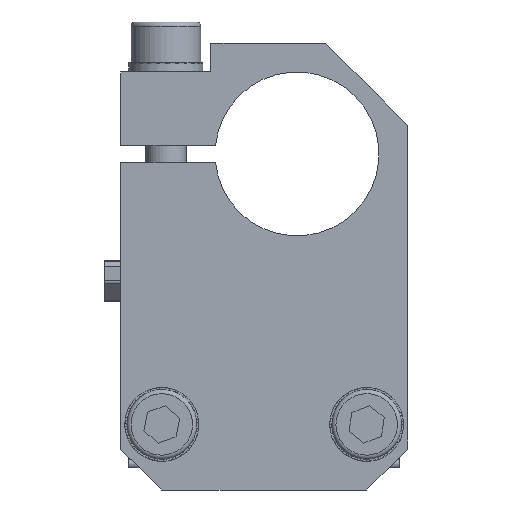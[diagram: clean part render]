
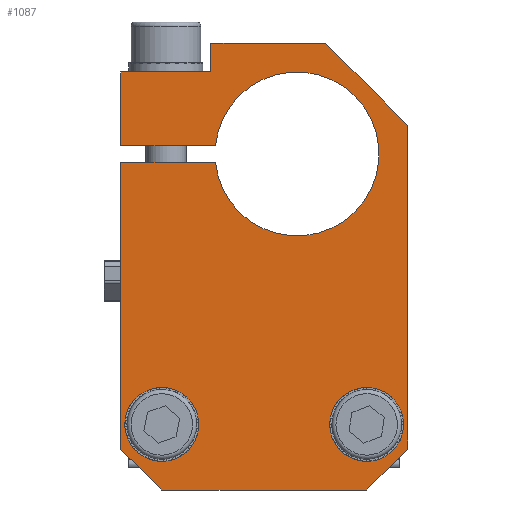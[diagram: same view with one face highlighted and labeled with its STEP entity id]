
A CAD part, front view. The second image highlights one B-rep face of the part: STEP entity #1087.
In plain terms, the highlighted planar face has unit normal (0, -1, 0).
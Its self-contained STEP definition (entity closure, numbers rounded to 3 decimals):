
#1087=ADVANCED_FACE('',(#2077,#2078,#2079),#2080,.F.);
#2077=FACE_BOUND('',#3041,.T.);
#2078=FACE_BOUND('',#3042,.T.);
#2079=FACE_OUTER_BOUND('',#3043,.T.);
#2080=PLANE('',#3044);
#3041=EDGE_LOOP('',(#5798));
#3042=EDGE_LOOP('',(#5799));
#3043=EDGE_LOOP('',(#5800,#5801,#5802,#5803,#5804,#5805,#5806,#5807,#5808,#5809,#5810,#5811,#5812));
#3044=AXIS2_PLACEMENT_3D('',#5813,#5814,#5815);
#5798=ORIENTED_EDGE('',*,*,#7061,.F.);
#5799=ORIENTED_EDGE('',*,*,#7063,.F.);
#5800=ORIENTED_EDGE('',*,*,#7064,.T.);
#5801=ORIENTED_EDGE('',*,*,#7065,.F.);
#5802=ORIENTED_EDGE('',*,*,#7066,.F.);
#5803=ORIENTED_EDGE('',*,*,#7067,.F.);
#5804=ORIENTED_EDGE('',*,*,#7068,.F.);
#5805=ORIENTED_EDGE('',*,*,#7069,.F.);
#5806=ORIENTED_EDGE('',*,*,#7070,.F.);
#5807=ORIENTED_EDGE('',*,*,#7071,.T.);
#5808=ORIENTED_EDGE('',*,*,#7072,.F.);
#5809=ORIENTED_EDGE('',*,*,#7073,.T.);
#5810=ORIENTED_EDGE('',*,*,#7074,.F.);
#5811=ORIENTED_EDGE('',*,*,#7075,.T.);
#5812=ORIENTED_EDGE('',*,*,#7076,.F.);
#5813=CARTESIAN_POINT('',(-17.5,0.0,13.5));
#5814=DIRECTION('',(0.0,1.0,0.0));
#5815=DIRECTION('',(0.0,0.0,1.0));
#7061=EDGE_CURVE('',#8723,#8723,#8724,.T.);
#7063=EDGE_CURVE('',#8726,#8726,#8727,.T.);
#7064=EDGE_CURVE('',#8728,#8729,#8730,.T.);
#7065=EDGE_CURVE('',#8731,#8729,#8732,.T.);
#7066=EDGE_CURVE('',#8733,#8731,#8734,.T.);
#7067=EDGE_CURVE('',#8735,#8733,#8736,.T.);
#7068=EDGE_CURVE('',#8737,#8735,#8738,.T.);
#7069=EDGE_CURVE('',#8739,#8737,#8740,.T.);
#7070=EDGE_CURVE('',#8741,#8739,#8742,.T.);
#7071=EDGE_CURVE('',#8741,#8743,#8744,.T.);
#7072=EDGE_CURVE('',#8745,#8743,#8746,.T.);
#7073=EDGE_CURVE('',#8745,#8747,#8748,.T.);
#7074=EDGE_CURVE('',#8749,#8747,#8750,.T.);
#7075=EDGE_CURVE('',#8749,#8751,#8752,.T.);
#7076=EDGE_CURVE('',#8728,#8751,#8753,.T.);
#8723=VERTEX_POINT('',#11064);
#8724=CIRCLE('',#11065,3.1);
#8726=VERTEX_POINT('',#11067);
#8727=CIRCLE('',#11068,3.1);
#8728=VERTEX_POINT('',#11069);
#8729=VERTEX_POINT('',#11070);
#8730=LINE('',#11071,#11072);
#8731=VERTEX_POINT('',#11073);
#8732=LINE('',#11074,#11075);
#8733=VERTEX_POINT('',#11076);
#8734=LINE('',#11077,#11078);
#8735=VERTEX_POINT('',#11079);
#8736=LINE('',#11080,#11081);
#8737=VERTEX_POINT('',#11082);
#8738=LINE('',#11083,#11084);
#8739=VERTEX_POINT('',#11085);
#8740=LINE('',#11086,#11087);
#8741=VERTEX_POINT('',#11088);
#8742=LINE('',#11089,#11090);
#8743=VERTEX_POINT('',#11091);
#8744=LINE('',#11092,#11093);
#8745=VERTEX_POINT('',#11094);
#8746=CIRCLE('',#11095,10.0);
#8747=VERTEX_POINT('',#11096);
#8748=LINE('',#11097,#11098);
#8749=VERTEX_POINT('',#11099);
#8750=LINE('',#11100,#11101);
#8751=VERTEX_POINT('',#11102);
#8752=LINE('',#11103,#11104);
#8753=LINE('',#11105,#11106);
#11064=CARTESIAN_POINT('',(-9.4,0.0,-33.0));
#11065=AXIS2_PLACEMENT_3D('',#12499,#12500,#12501);
#11067=CARTESIAN_POINT('',(15.6,0.0,-33.0));
#11068=AXIS2_PLACEMENT_3D('',#12502,#12503,#12504);
#11069=CARTESIAN_POINT('',(12.5,0.0,-41.0));
#11070=CARTESIAN_POINT('',(17.5,0.0,-36.0));
#11071=CARTESIAN_POINT('',(12.5,0.0,-41.0));
#11072=VECTOR('',#12505,1.0);
#11073=CARTESIAN_POINT('',(17.5,0.0,3.5));
#11074=CARTESIAN_POINT('',(17.5,0.0,13.5));
#11075=VECTOR('',#12506,1.0);
#11076=CARTESIAN_POINT('',(7.5,0.0,13.5));
#11077=CARTESIAN_POINT('',(7.5,0.0,13.5));
#11078=VECTOR('',#12507,1.0);
#11079=CARTESIAN_POINT('',(-6.5,0.0,13.5));
#11080=CARTESIAN_POINT('',(-17.5,0.0,13.5));
#11081=VECTOR('',#12508,1.0);
#11082=CARTESIAN_POINT('',(-6.5,0.0,10.0));
#11083=CARTESIAN_POINT('',(-6.5,0.0,10.0));
#11084=VECTOR('',#12509,1.0);
#11085=CARTESIAN_POINT('',(-17.5,0.0,10.0));
#11086=CARTESIAN_POINT('',(-17.5,0.0,10.0));
#11087=VECTOR('',#12510,1.0);
#11088=CARTESIAN_POINT('',(-17.5,0.0,1.0));
#11089=CARTESIAN_POINT('',(-17.5,0.0,-41.0));
#11090=VECTOR('',#12511,1.0);
#11091=CARTESIAN_POINT('',(-5.95,0.0,1.0));
#11092=CARTESIAN_POINT('',(-17.5,0.0,1.0));
#11093=VECTOR('',#12512,1.0);
#11094=CARTESIAN_POINT('',(-5.95,0.0,-1.0));
#11095=AXIS2_PLACEMENT_3D('',#12513,#12514,#12515);
#11096=CARTESIAN_POINT('',(-17.5,0.0,-1.0));
#11097=CARTESIAN_POINT('',(-3.825,0.0,-1.0));
#11098=VECTOR('',#12516,1.0);
#11099=CARTESIAN_POINT('',(-17.5,0.0,-36.0));
#11100=CARTESIAN_POINT('',(-17.5,0.0,-41.0));
#11101=VECTOR('',#12517,1.0);
#11102=CARTESIAN_POINT('',(-12.5,0.0,-41.0));
#11103=CARTESIAN_POINT('',(-17.5,0.0,-36.0));
#11104=VECTOR('',#12518,1.0);
#11105=CARTESIAN_POINT('',(17.5,0.0,-41.0));
#11106=VECTOR('',#12519,1.0);
#12499=CARTESIAN_POINT('',(-12.5,0.0,-33.0));
#12500=DIRECTION('',(0.0,-1.0,0.0));
#12501=DIRECTION('',(1.0,0.0,0.0));
#12502=CARTESIAN_POINT('',(12.5,0.0,-33.0));
#12503=DIRECTION('',(0.0,-1.0,0.0));
#12504=DIRECTION('',(1.0,0.0,0.0));
#12505=DIRECTION('',(0.707,0.0,0.707));
#12506=DIRECTION('',(0.,0.0,-1.0));
#12507=DIRECTION('',(0.707,0.0,-0.707));
#12508=DIRECTION('',(1.0,0.0,0.));
#12509=DIRECTION('',(0.,0.0,1.0));
#12510=DIRECTION('',(1.0,0.0,0.0));
#12511=DIRECTION('',(0.0,0.0,1.0));
#12512=DIRECTION('',(1.0,0.0,0.));
#12513=CARTESIAN_POINT('',(4.0,0.0,0.0));
#12514=DIRECTION('',(0.0,-1.0,0.0));
#12515=DIRECTION('',(1.0,0.0,0.0));
#12516=DIRECTION('',(-1.0,0.0,0.0));
#12517=DIRECTION('',(0.0,0.0,1.0));
#12518=DIRECTION('',(0.707,0.0,-0.707));
#12519=DIRECTION('',(-1.0,0.0,0.));
